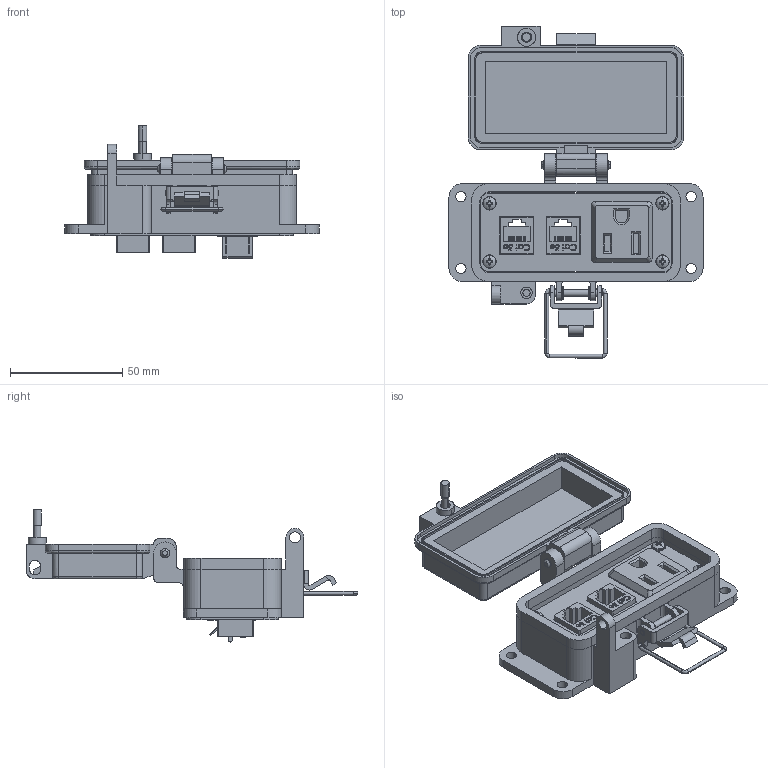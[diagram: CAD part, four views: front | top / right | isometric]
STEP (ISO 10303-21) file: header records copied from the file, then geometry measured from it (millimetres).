
FILE_DESCRIPTION (( 'STEP AP214' ), '1' );
FILE_NAME ('P-R2#2-F3R0_3D.STEP', '2017-08-24T16:01:20', ( '' ), ( '' ), 'SwSTEP 2.0', 'SolidWorks 2017', '' );
FILE_SCHEMA (( 'AUTOMOTIVE_DESIGN' ));
Length unit declared in the file: millimetre
Products named in the file (10): Z-300-RJ45CAT5; R; Z-200-R0SQ; P-R2#2-F3R0_TP; P-R2#2-F3R0_FP; P-R2#2-F3R0_BP; P-R2#2-F3R0_3D; 92005A124_METRIC PAN HEAD PHILLIPS MACHINE SCREW_92005A124; Z-H-F3; R2
Assembly tree (13 placements, depth 3):
  P-R2#2-F3R0_3D
    P-R2#2-F3R0_BP
    P-R2#2-F3R0_FP
    P-R2#2-F3R0_TP
    R
      Z-200-R0SQ
    R2  x2
      Z-300-RJ45CAT5
    Z-H-F3
    92005A124_METRIC PAN HEAD PHILLIPS MACHINE SCREW_92005A124  x4
Bounding box: 113 x 147.61 x 58.8 mm (x, y, z)
Volume: 97541.6 mm3; surface area: 76367.8 mm2
Topology: 20 solids, 20 shells, 2066 faces, 5786 edges, 3830 vertices
Faces by surface type: plane 882, cylinder 867, bspline 248, cone 45, torus 16, sphere 8
Entity records: 51879 total; most frequent: CARTESIAN_POINT 17610, ORIENTED_EDGE 6800, DIRECTION 5424, EDGE_CURVE 3400, VERTEX_POINT 2247, LINE 2134, VECTOR 2134, AXIS2_PLACEMENT_3D 1645
